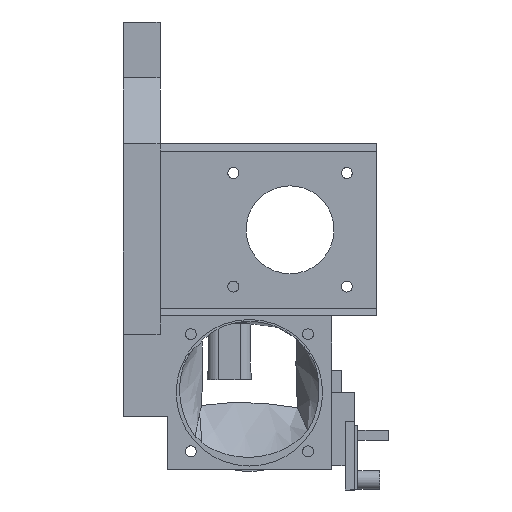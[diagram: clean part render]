
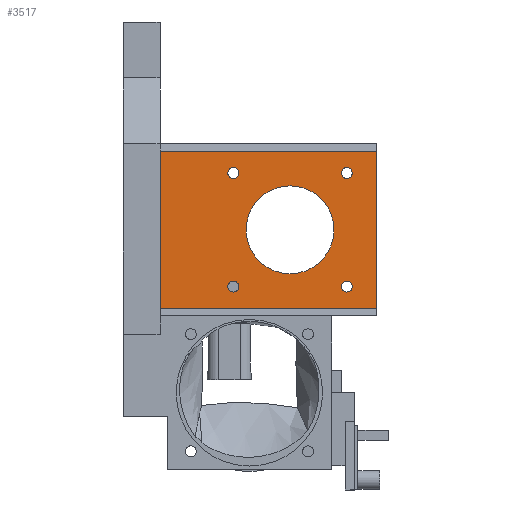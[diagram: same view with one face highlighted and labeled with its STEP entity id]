
A CAD part, left-side view. The second image highlights one B-rep face of the part: STEP entity #3517.
In plain terms, the highlighted planar face has unit normal (-1, 0, 0).
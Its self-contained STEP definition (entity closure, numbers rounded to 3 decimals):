
#108=FACE_BOUND('',#526,.T.);
#109=FACE_BOUND('',#527,.T.);
#110=FACE_BOUND('',#528,.T.);
#111=FACE_BOUND('',#529,.T.);
#112=FACE_BOUND('',#530,.T.);
#183=PLANE('',#3727);
#329=FACE_OUTER_BOUND('',#525,.T.);
#525=EDGE_LOOP('',(#2675,#2676,#2677,#2678));
#526=EDGE_LOOP('',(#2679));
#527=EDGE_LOOP('',(#2680));
#528=EDGE_LOOP('',(#2681));
#529=EDGE_LOOP('',(#2682));
#530=EDGE_LOOP('',(#2683));
#732=LINE('',#4936,#1123);
#848=LINE('',#5204,#1239);
#849=LINE('',#5207,#1240);
#850=LINE('',#5208,#1241);
#1123=VECTOR('',#4002,10.);
#1239=VECTOR('',#4204,10.);
#1240=VECTOR('',#4207,10.);
#1241=VECTOR('',#4208,10.);
#1505=CIRCLE('',#3728,12.);
#1506=CIRCLE('',#3729,1.5);
#1507=CIRCLE('',#3730,1.5);
#1508=CIRCLE('',#3731,1.5);
#1509=CIRCLE('',#3732,1.5);
#1597=VERTEX_POINT('',#4934);
#1598=VERTEX_POINT('',#4935);
#1693=VERTEX_POINT('',#5200);
#1694=VERTEX_POINT('',#5206);
#1695=VERTEX_POINT('',#5209);
#1696=VERTEX_POINT('',#5211);
#1697=VERTEX_POINT('',#5213);
#1698=VERTEX_POINT('',#5215);
#1699=VERTEX_POINT('',#5217);
#1939=EDGE_CURVE('',#1597,#1598,#732,.T.);
#2069=EDGE_CURVE('',#1693,#1598,#848,.T.);
#2070=EDGE_CURVE('',#1597,#1694,#849,.T.);
#2071=EDGE_CURVE('',#1694,#1693,#850,.T.);
#2072=EDGE_CURVE('',#1695,#1695,#1505,.T.);
#2073=EDGE_CURVE('',#1696,#1696,#1506,.T.);
#2074=EDGE_CURVE('',#1697,#1697,#1507,.T.);
#2075=EDGE_CURVE('',#1698,#1698,#1508,.T.);
#2076=EDGE_CURVE('',#1699,#1699,#1509,.T.);
#2675=ORIENTED_EDGE('',*,*,#2069,.T.);
#2676=ORIENTED_EDGE('',*,*,#1939,.F.);
#2677=ORIENTED_EDGE('',*,*,#2070,.T.);
#2678=ORIENTED_EDGE('',*,*,#2071,.T.);
#2679=ORIENTED_EDGE('',*,*,#2072,.T.);
#2680=ORIENTED_EDGE('',*,*,#2073,.T.);
#2681=ORIENTED_EDGE('',*,*,#2074,.T.);
#2682=ORIENTED_EDGE('',*,*,#2075,.T.);
#2683=ORIENTED_EDGE('',*,*,#2076,.T.);
#3517=ADVANCED_FACE('',(#329,#108,#109,#110,#111,#112),#183,.T.);
#3727=AXIS2_PLACEMENT_3D('',#5205,#4205,#4206);
#3728=AXIS2_PLACEMENT_3D('',#5210,#4209,#4210);
#3729=AXIS2_PLACEMENT_3D('',#5212,#4211,#4212);
#3730=AXIS2_PLACEMENT_3D('',#5214,#4213,#4214);
#3731=AXIS2_PLACEMENT_3D('',#5216,#4215,#4216);
#3732=AXIS2_PLACEMENT_3D('',#5218,#4217,#4218);
#4002=DIRECTION('',(0.,0.,1.));
#4204=DIRECTION('',(0.,1.,0.));
#4205=DIRECTION('center_axis',(-1.,0.,0.));
#4206=DIRECTION('ref_axis',(0.,1.,0.));
#4207=DIRECTION('',(0.,-1.,0.));
#4208=DIRECTION('',(0.,0.,1.));
#4209=DIRECTION('center_axis',(1.,0.,0.));
#4210=DIRECTION('ref_axis',(0.,1.,0.));
#4211=DIRECTION('center_axis',(1.,0.,0.));
#4212=DIRECTION('ref_axis',(0.,1.,0.));
#4213=DIRECTION('center_axis',(1.,0.,0.));
#4214=DIRECTION('ref_axis',(0.,1.,0.));
#4215=DIRECTION('center_axis',(1.,0.,0.));
#4216=DIRECTION('ref_axis',(0.,1.,0.));
#4217=DIRECTION('center_axis',(1.,0.,0.));
#4218=DIRECTION('ref_axis',(0.,1.,0.));
#4934=CARTESIAN_POINT('',(18.,0.,7.004));
#4935=CARTESIAN_POINT('',(18.,0.,50.004));
#4936=CARTESIAN_POINT('',(18.,0.,35.566));
#5200=CARTESIAN_POINT('',(18.,-59.,50.004));
#5204=CARTESIAN_POINT('',(18.,-29.5,50.004));
#5205=CARTESIAN_POINT('Origin',(18.,-29.5,28.504));
#5206=CARTESIAN_POINT('',(18.,-59.,7.004));
#5207=CARTESIAN_POINT('',(18.,-29.5,7.004));
#5208=CARTESIAN_POINT('',(18.,-59.,5.004));
#5209=CARTESIAN_POINT('',(18.,-47.5,28.504));
#5210=CARTESIAN_POINT('Origin',(18.,-35.5,28.504));
#5211=CARTESIAN_POINT('',(18.,-21.5,44.004));
#5212=CARTESIAN_POINT('Origin',(18.,-20.,44.004));
#5213=CARTESIAN_POINT('',(18.,-21.5,13.004));
#5214=CARTESIAN_POINT('Origin',(18.,-20.,13.004));
#5215=CARTESIAN_POINT('',(18.,-52.5,13.004));
#5216=CARTESIAN_POINT('Origin',(18.,-51.,13.004));
#5217=CARTESIAN_POINT('',(18.,-52.5,44.004));
#5218=CARTESIAN_POINT('Origin',(18.,-51.,44.004));
